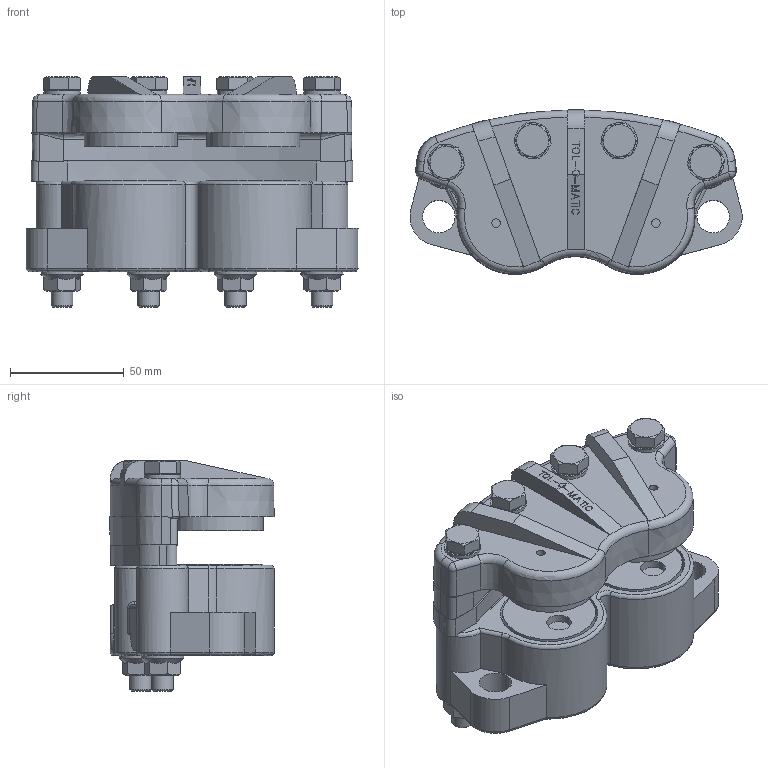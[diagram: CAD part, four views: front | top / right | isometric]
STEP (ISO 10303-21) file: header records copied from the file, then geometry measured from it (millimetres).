
FILE_DESCRIPTION (( 'STEP AP203' ), '1' );
FILE_NAME ('07330200_07330200-479348-1.step', '2025-01-20T15:46:21', ( '' ), ( '' ), 'SwSTEP 2.0', 'SolidWorks 2024', '' );
FILE_SCHEMA (( 'CONFIG_CONTROL_DESIGN' ));
Length unit declared in the file: inch
Products named in the file (2): Base_07330200_07330200-479348-1; 07330200_07330200-479348-1
Assembly tree (1 placements, depth 2):
  07330200_07330200-479348-1
    Base_07330200_07330200-479348-1
Bounding box: 145.95 x 72.38 x 101.55 mm (x, y, z)
Volume: 481824.8 mm3; surface area: 76348.4 mm2
Topology: 1 solids, 11 shells, 1307 faces, 3428 edges, 2210 vertices
Faces by surface type: plane 988, cylinder 145, torus 98, cone 38, bspline 28, sphere 10
Full cylindrical faces by diameter (mm): 3.797 x2, 3.962 x1, 8.731 x1, 9.525 x12, 9.906 x4, 10.312 x4, 11.1 x4, 11.176 x2, 14.275 x6, 15.875 x4, 18.771 x4, 40.894 x4, 44.45 x2
Entity records: 41606 total; most frequent: CARTESIAN_POINT 9886, ORIENTED_EDGE 6598, DIRECTION 6202, EDGE_CURVE 3299, LINE 2536, VECTOR 2536, VERTEX_POINT 2175, AXIS2_PLACEMENT_3D 1833
